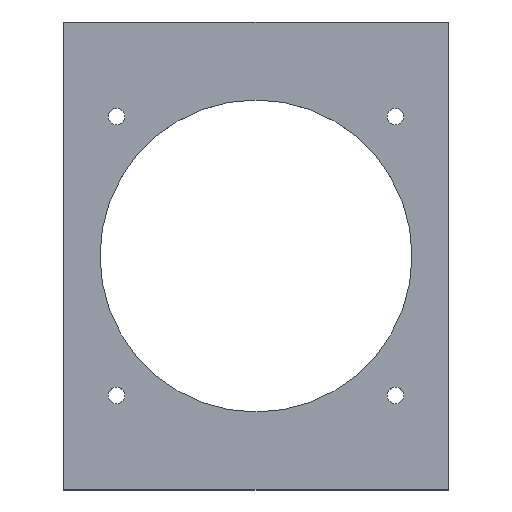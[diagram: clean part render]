
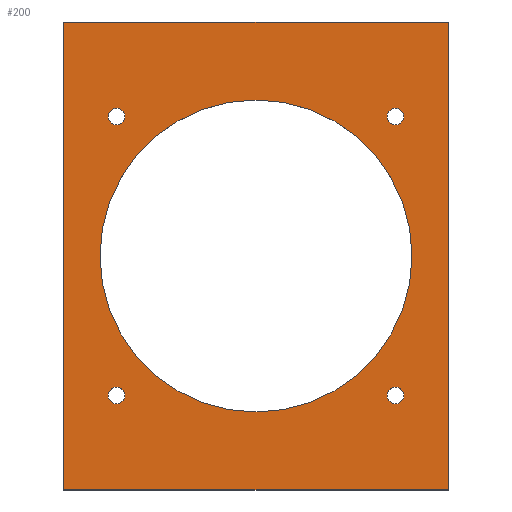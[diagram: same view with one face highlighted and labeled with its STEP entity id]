
A CAD part, top view. The second image highlights one B-rep face of the part: STEP entity #200.
In plain terms, the highlighted planar face has unit normal (0, 0, 1).
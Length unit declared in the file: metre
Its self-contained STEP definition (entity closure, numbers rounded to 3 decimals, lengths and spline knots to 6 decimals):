
#12=CIRCLE('',#220,0.04);
#14=CIRCLE('',#223,0.00215);
#16=CIRCLE('',#226,0.00215);
#18=CIRCLE('',#229,0.00215);
#20=CIRCLE('',#232,0.00215);
#45=ORIENTED_EDGE('',*,*,#87,.F.);
#46=ORIENTED_EDGE('',*,*,#85,.F.);
#47=ORIENTED_EDGE('',*,*,#83,.F.);
#48=ORIENTED_EDGE('',*,*,#81,.F.);
#49=ORIENTED_EDGE('',*,*,#79,.F.);
#50=ORIENTED_EDGE('',*,*,#89,.F.);
#51=ORIENTED_EDGE('',*,*,#73,.T.);
#52=ORIENTED_EDGE('',*,*,#90,.T.);
#53=ORIENTED_EDGE('',*,*,#77,.T.);
#73=EDGE_CURVE('',#96,#95,#113,.T.);
#77=EDGE_CURVE('',#100,#99,#117,.T.);
#79=EDGE_CURVE('',#101,#101,#12,.T.);
#81=EDGE_CURVE('',#103,#103,#14,.T.);
#83=EDGE_CURVE('',#105,#105,#16,.T.);
#85=EDGE_CURVE('',#107,#107,#18,.T.);
#87=EDGE_CURVE('',#109,#109,#20,.T.);
#89=EDGE_CURVE('',#96,#99,#119,.T.);
#90=EDGE_CURVE('',#95,#100,#120,.T.);
#95=VERTEX_POINT('',#300);
#96=VERTEX_POINT('',#302);
#99=VERTEX_POINT('',#309);
#100=VERTEX_POINT('',#311);
#101=VERTEX_POINT('',#315);
#103=VERTEX_POINT('',#320);
#105=VERTEX_POINT('',#325);
#107=VERTEX_POINT('',#330);
#109=VERTEX_POINT('',#335);
#113=LINE('',#301,#125);
#117=LINE('',#310,#129);
#119=LINE('',#339,#131);
#120=LINE('',#340,#132);
#125=VECTOR('',#244,1.);
#129=VECTOR('',#250,1.);
#131=VECTOR('',#284,1.);
#132=VECTOR('',#285,1.);
#147=EDGE_LOOP('',(#45));
#148=EDGE_LOOP('',(#46));
#149=EDGE_LOOP('',(#47));
#150=EDGE_LOOP('',(#48));
#151=EDGE_LOOP('',(#49));
#152=EDGE_LOOP('',(#50,#51,#52,#53));
#173=FACE_BOUND('',#147,.T.);
#174=FACE_BOUND('',#148,.T.);
#175=FACE_BOUND('',#149,.T.);
#176=FACE_BOUND('',#150,.T.);
#177=FACE_BOUND('',#151,.T.);
#178=FACE_BOUND('',#152,.T.);
#189=PLANE('',#234);
#200=ADVANCED_FACE('',(#173,#174,#175,#176,#177,#178),#189,.T.);
#220=AXIS2_PLACEMENT_3D('',#314,#254,#255);
#223=AXIS2_PLACEMENT_3D('',#319,#260,#261);
#226=AXIS2_PLACEMENT_3D('',#324,#266,#267);
#229=AXIS2_PLACEMENT_3D('',#329,#272,#273);
#232=AXIS2_PLACEMENT_3D('',#334,#278,#279);
#234=AXIS2_PLACEMENT_3D('',#338,#282,#283);
#244=DIRECTION('',(-1.,0.,0.));
#250=DIRECTION('',(1.,0.,0.));
#254=DIRECTION('',(0.,0.,1.));
#255=DIRECTION('',(0.,1.,0.));
#260=DIRECTION('',(0.,0.,1.));
#261=DIRECTION('',(0.,1.,0.));
#266=DIRECTION('',(0.,0.,1.));
#267=DIRECTION('',(0.,1.,0.));
#272=DIRECTION('',(0.,0.,1.));
#273=DIRECTION('',(0.,1.,0.));
#278=DIRECTION('',(0.,0.,1.));
#279=DIRECTION('',(0.,1.,0.));
#282=DIRECTION('',(0.,0.,1.));
#283=DIRECTION('',(-1.,0.,0.));
#284=DIRECTION('',(0.,-1.,0.));
#285=DIRECTION('',(0.,-1.,0.));
#300=CARTESIAN_POINT('',(-0.04925,0.039283,0.079204));
#301=CARTESIAN_POINT('',(0.,0.039283,0.079204));
#302=CARTESIAN_POINT('',(0.04925,0.039283,0.079204));
#309=CARTESIAN_POINT('',(0.04925,-0.080717,0.079204));
#310=CARTESIAN_POINT('',(0.,-0.080717,0.079204));
#311=CARTESIAN_POINT('',(-0.04925,-0.080717,0.079204));
#314=CARTESIAN_POINT('',(0.,-0.02072,0.079204));
#315=CARTESIAN_POINT('',(0.,0.01928,0.079204));
#319=CARTESIAN_POINT('',(0.03575,-0.05647,0.079204));
#320=CARTESIAN_POINT('',(0.03575,-0.05432,0.079204));
#324=CARTESIAN_POINT('',(-0.03575,-0.05647,0.079204));
#325=CARTESIAN_POINT('',(-0.03575,-0.05432,0.079204));
#329=CARTESIAN_POINT('',(-0.03575,0.01503,0.079204));
#330=CARTESIAN_POINT('',(-0.03575,0.01718,0.079204));
#334=CARTESIAN_POINT('',(0.03575,0.01503,0.079204));
#335=CARTESIAN_POINT('',(0.03575,0.01718,0.079204));
#338=CARTESIAN_POINT('',(0.,-0.020717,0.079204));
#339=CARTESIAN_POINT('',(0.04925,0.043283,0.079204));
#340=CARTESIAN_POINT('',(-0.04925,0.043283,0.079204));
